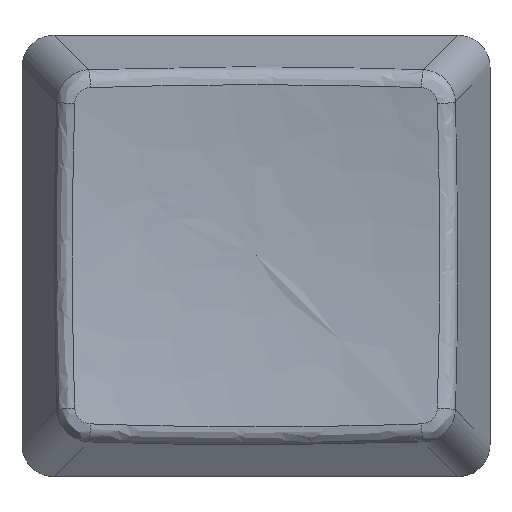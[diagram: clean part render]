
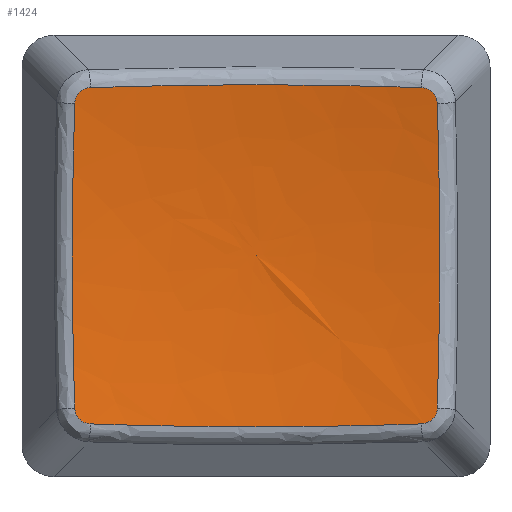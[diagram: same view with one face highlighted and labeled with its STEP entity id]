
A CAD part, top view. The second image highlights one B-rep face of the part: STEP entity #1424.
In plain terms, the highlighted free-form (B-spline) face has degree [2, 3] with [3, 7] control points.
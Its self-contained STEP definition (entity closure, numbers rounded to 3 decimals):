
#1265=CARTESIAN_POINT('',(18.,-125.,1.5));
#1266=CARTESIAN_POINT('',(18.,-125.,1.5));
#1267=CARTESIAN_POINT('',(18.,-125.,1.5));
#1268=CARTESIAN_POINT('',(18.,-125.,1.5));
#1269=CARTESIAN_POINT('',(18.,-125.,1.5));
#1270=CARTESIAN_POINT('',(18.,-125.,1.5));
#1271=CARTESIAN_POINT('',(18.,-125.,1.5));
#1272=CARTESIAN_POINT('',(21.18,-128.18,1.5));
#1273=CARTESIAN_POINT('',(27.54,-121.82,1.5));
#1274=CARTESIAN_POINT('',(21.18,-115.46,1.5));
#1275=CARTESIAN_POINT('',(14.82,-121.82,1.5));
#1276=CARTESIAN_POINT('',(8.46,-128.18,1.5));
#1277=CARTESIAN_POINT('',(14.82,-134.54,1.5));
#1278=CARTESIAN_POINT('',(21.18,-128.18,1.5));
#1279=CARTESIAN_POINT('',(24.36,-131.36,2.27));
#1280=CARTESIAN_POINT('',(37.08,-118.64,2.27));
#1281=CARTESIAN_POINT('',(24.36,-105.92,2.27));
#1282=CARTESIAN_POINT('',(11.64,-118.64,2.27));
#1283=CARTESIAN_POINT('',(-1.08,-131.36,2.27));
#1284=CARTESIAN_POINT('',(11.64,-144.08,2.27));
#1285=CARTESIAN_POINT('',(24.36,-131.36,2.27));
#1286=(BOUNDED_SURFACE()
B_SPLINE_SURFACE(2,3,((#1265,#1266,#1267,#1268,#1269,#1270,#1271),(#1272,#1273,#1274,#1275,#1276,#1277,#1278),(#1279,#1280,#1281,#1282,#1283,#1284,#1285)),.UNSPECIFIED.,.F.,.T.,.U.)
B_SPLINE_SURFACE_WITH_KNOTS((3,3),(4,3,4),(0.,0.877),(0.,0.5,1.),.UNSPECIFIED.)
GEOMETRIC_REPRESENTATION_ITEM()
RATIONAL_B_SPLINE_SURFACE(((1.,0.333,0.333,1.,0.333,0.333,1.),(1.,0.333,0.333,1.,0.333,0.333,1.),(1.,0.333,0.333,1.,0.333,0.333,1.)))
REPRESENTATION_ITEM('')
SURFACE()
);
#1287=CARTESIAN_POINT('',(24.277,-131.277,2.25));
#1288=VERTEX_POINT('',#1287);
#1289=CARTESIAN_POINT('',(18.,-125.,1.5));
#1290=VERTEX_POINT('',#1289);
#1291=CARTESIAN_POINT('',(24.277,-131.277,2.25));
#1292=CARTESIAN_POINT('',(21.139,-128.139,1.5));
#1293=CARTESIAN_POINT('',(18.,-125.,1.5));
#1294=B_SPLINE_CURVE_WITH_KNOTS('',2,(#1291,#1292,#1293),.UNSPECIFIED.,.F.,.F.,(3,3),(0.134,1.),.UNSPECIFIED.);
#1295=EDGE_CURVE('',#1288,#1290,#1294,.T.);
#1296=ORIENTED_EDGE('',*,*,#1295,.T.);
#1297=ORIENTED_EDGE('',*,*,#1295,.F.);
#1298=CARTESIAN_POINT('',(24.779,-130.693,2.246));
#1299=VERTEX_POINT('',#1298);
#1300=CARTESIAN_POINT('',(24.189,-131.287,2.24));
#1301=CARTESIAN_POINT('',(24.266,-131.284,2.249));
#1302=CARTESIAN_POINT('',(24.342,-131.267,2.256));
#1303=CARTESIAN_POINT('',(24.412,-131.237,2.261));
#1304=CARTESIAN_POINT('',(24.483,-131.206,2.266));
#1305=CARTESIAN_POINT('',(24.547,-131.162,2.269));
#1306=CARTESIAN_POINT('',(24.602,-131.107,2.269));
#1307=CARTESIAN_POINT('',(24.656,-131.053,2.27));
#1308=CARTESIAN_POINT('',(24.7,-130.988,2.268));
#1309=CARTESIAN_POINT('',(24.73,-130.917,2.264));
#1310=CARTESIAN_POINT('',(24.76,-130.847,2.26));
#1311=CARTESIAN_POINT('',(24.777,-130.771,2.254));
#1312=CARTESIAN_POINT('',(24.779,-130.693,2.246));
#1313=B_SPLINE_CURVE_WITH_KNOTS('',3,(#1300,#1301,#1302,#1303,#1304,#1305,#1306,#1307,#1308,#1309,#1310,#1311,#1312),.UNSPECIFIED.,.F.,.F.,(4,3,3,3,4),(-0.,0.,0.,0.001,0.001),.UNSPECIFIED.);
#1314=EDGE_CURVE('',#1288,#1299,#1313,.T.);
#1315=ORIENTED_EDGE('',*,*,#1314,.T.);
#1316=CARTESIAN_POINT('',(24.779,-119.307,2.246));
#1317=VERTEX_POINT('',#1316);
#1318=CARTESIAN_POINT('',(24.779,-130.693,2.246));
#1319=CARTESIAN_POINT('',(24.897,-126.897,1.85));
#1320=CARTESIAN_POINT('',(24.897,-123.103,1.85));
#1321=CARTESIAN_POINT('',(24.779,-119.307,2.246));
#1322=B_SPLINE_CURVE_WITH_KNOTS('',3,(#1318,#1319,#1320,#1321),.UNSPECIFIED.,.F.,.F.,(4,4),(0.,0.012),.UNSPECIFIED.);
#1323=EDGE_CURVE('',#1299,#1317,#1322,.T.);
#1324=ORIENTED_EDGE('',*,*,#1323,.T.);
#1325=CARTESIAN_POINT('',(24.189,-118.713,2.24));
#1326=VERTEX_POINT('',#1325);
#1327=CARTESIAN_POINT('',(24.779,-119.307,2.246));
#1328=CARTESIAN_POINT('',(24.777,-119.229,2.254));
#1329=CARTESIAN_POINT('',(24.76,-119.154,2.26));
#1330=CARTESIAN_POINT('',(24.73,-119.083,2.264));
#1331=CARTESIAN_POINT('',(24.7,-119.012,2.268));
#1332=CARTESIAN_POINT('',(24.656,-118.947,2.27));
#1333=CARTESIAN_POINT('',(24.602,-118.893,2.269));
#1334=CARTESIAN_POINT('',(24.548,-118.838,2.269));
#1335=CARTESIAN_POINT('',(24.483,-118.794,2.266));
#1336=CARTESIAN_POINT('',(24.413,-118.764,2.261));
#1337=CARTESIAN_POINT('',(24.342,-118.733,2.256));
#1338=CARTESIAN_POINT('',(24.266,-118.716,2.249));
#1339=CARTESIAN_POINT('',(24.189,-118.713,2.24));
#1340=B_SPLINE_CURVE_WITH_KNOTS('',3,(#1327,#1328,#1329,#1330,#1331,#1332,#1333,#1334,#1335,#1336,#1337,#1338,#1339),.UNSPECIFIED.,.F.,.F.,(4,3,3,3,4),(-0.,0.,0.,0.001,0.001),.UNSPECIFIED.);
#1341=EDGE_CURVE('',#1317,#1326,#1340,.T.);
#1342=ORIENTED_EDGE('',*,*,#1341,.T.);
#1343=CARTESIAN_POINT('',(11.811,-118.713,2.24));
#1344=VERTEX_POINT('',#1343);
#1345=CARTESIAN_POINT('',(24.189,-118.713,2.24));
#1346=CARTESIAN_POINT('',(20.062,-118.573,1.771));
#1347=CARTESIAN_POINT('',(15.938,-118.573,1.771));
#1348=CARTESIAN_POINT('',(11.811,-118.713,2.24));
#1349=B_SPLINE_CURVE_WITH_KNOTS('',3,(#1345,#1346,#1347,#1348),.UNSPECIFIED.,.F.,.F.,(4,4),(-0.,0.013),.UNSPECIFIED.);
#1350=EDGE_CURVE('',#1326,#1344,#1349,.T.);
#1351=ORIENTED_EDGE('',*,*,#1350,.T.);
#1352=CARTESIAN_POINT('',(11.221,-119.307,2.246));
#1353=VERTEX_POINT('',#1352);
#1354=CARTESIAN_POINT('',(11.811,-118.713,2.24));
#1355=CARTESIAN_POINT('',(11.734,-118.716,2.249));
#1356=CARTESIAN_POINT('',(11.658,-118.733,2.256));
#1357=CARTESIAN_POINT('',(11.588,-118.763,2.261));
#1358=CARTESIAN_POINT('',(11.517,-118.794,2.266));
#1359=CARTESIAN_POINT('',(11.453,-118.838,2.269));
#1360=CARTESIAN_POINT('',(11.398,-118.893,2.269));
#1361=CARTESIAN_POINT('',(11.344,-118.947,2.27));
#1362=CARTESIAN_POINT('',(11.3,-119.012,2.268));
#1363=CARTESIAN_POINT('',(11.27,-119.083,2.264));
#1364=CARTESIAN_POINT('',(11.24,-119.153,2.26));
#1365=CARTESIAN_POINT('',(11.223,-119.229,2.254));
#1366=CARTESIAN_POINT('',(11.221,-119.307,2.246));
#1367=B_SPLINE_CURVE_WITH_KNOTS('',3,(#1354,#1355,#1356,#1357,#1358,#1359,#1360,#1361,#1362,#1363,#1364,#1365,#1366),.UNSPECIFIED.,.F.,.F.,(4,3,3,3,4),(0.,0.,0.,0.001,0.001),.UNSPECIFIED.);
#1368=EDGE_CURVE('',#1344,#1353,#1367,.T.);
#1369=ORIENTED_EDGE('',*,*,#1368,.T.);
#1370=CARTESIAN_POINT('',(11.221,-130.693,2.246));
#1371=VERTEX_POINT('',#1370);
#1372=CARTESIAN_POINT('',(11.221,-119.307,2.246));
#1373=CARTESIAN_POINT('',(11.103,-123.103,1.85));
#1374=CARTESIAN_POINT('',(11.103,-126.897,1.85));
#1375=CARTESIAN_POINT('',(11.221,-130.693,2.246));
#1376=B_SPLINE_CURVE_WITH_KNOTS('',3,(#1372,#1373,#1374,#1375),.UNSPECIFIED.,.F.,.F.,(4,4),(0.,0.012),.UNSPECIFIED.);
#1377=EDGE_CURVE('',#1353,#1371,#1376,.T.);
#1378=ORIENTED_EDGE('',*,*,#1377,.T.);
#1379=CARTESIAN_POINT('',(11.811,-131.287,2.24));
#1380=VERTEX_POINT('',#1379);
#1381=CARTESIAN_POINT('',(11.221,-130.693,2.246));
#1382=CARTESIAN_POINT('',(11.223,-130.771,2.254));
#1383=CARTESIAN_POINT('',(11.24,-130.846,2.26));
#1384=CARTESIAN_POINT('',(11.27,-130.917,2.264));
#1385=CARTESIAN_POINT('',(11.3,-130.988,2.268));
#1386=CARTESIAN_POINT('',(11.344,-131.053,2.27));
#1387=CARTESIAN_POINT('',(11.398,-131.107,2.269));
#1388=CARTESIAN_POINT('',(11.452,-131.162,2.269));
#1389=CARTESIAN_POINT('',(11.517,-131.206,2.266));
#1390=CARTESIAN_POINT('',(11.587,-131.236,2.261));
#1391=CARTESIAN_POINT('',(11.658,-131.267,2.256));
#1392=CARTESIAN_POINT('',(11.734,-131.284,2.249));
#1393=CARTESIAN_POINT('',(11.811,-131.287,2.24));
#1394=B_SPLINE_CURVE_WITH_KNOTS('',3,(#1381,#1382,#1383,#1384,#1385,#1386,#1387,#1388,#1389,#1390,#1391,#1392,#1393),.UNSPECIFIED.,.F.,.F.,(4,3,3,3,4),(0.,0.,0.,0.001,0.001),.UNSPECIFIED.);
#1395=EDGE_CURVE('',#1371,#1380,#1394,.T.);
#1396=ORIENTED_EDGE('',*,*,#1395,.T.);
#1397=CARTESIAN_POINT('',(24.189,-131.287,2.24));
#1398=VERTEX_POINT('',#1397);
#1399=CARTESIAN_POINT('',(11.811,-131.287,2.24));
#1400=CARTESIAN_POINT('',(15.938,-131.427,1.771));
#1401=CARTESIAN_POINT('',(20.062,-131.427,1.771));
#1402=CARTESIAN_POINT('',(24.189,-131.287,2.24));
#1403=B_SPLINE_CURVE_WITH_KNOTS('',3,(#1399,#1400,#1401,#1402),.UNSPECIFIED.,.F.,.F.,(4,4),(0.,0.013),.UNSPECIFIED.);
#1404=EDGE_CURVE('',#1380,#1398,#1403,.T.);
#1405=ORIENTED_EDGE('',*,*,#1404,.T.);
#1406=CARTESIAN_POINT('',(24.189,-131.287,2.24));
#1407=CARTESIAN_POINT('',(24.266,-131.284,2.249));
#1408=CARTESIAN_POINT('',(24.342,-131.267,2.256));
#1409=CARTESIAN_POINT('',(24.412,-131.237,2.261));
#1410=CARTESIAN_POINT('',(24.483,-131.206,2.266));
#1411=CARTESIAN_POINT('',(24.547,-131.162,2.269));
#1412=CARTESIAN_POINT('',(24.602,-131.107,2.269));
#1413=CARTESIAN_POINT('',(24.656,-131.053,2.27));
#1414=CARTESIAN_POINT('',(24.7,-130.988,2.268));
#1415=CARTESIAN_POINT('',(24.73,-130.917,2.264));
#1416=CARTESIAN_POINT('',(24.76,-130.847,2.26));
#1417=CARTESIAN_POINT('',(24.777,-130.771,2.254));
#1418=CARTESIAN_POINT('',(24.779,-130.693,2.246));
#1419=B_SPLINE_CURVE_WITH_KNOTS('',3,(#1406,#1407,#1408,#1409,#1410,#1411,#1412,#1413,#1414,#1415,#1416,#1417,#1418),.UNSPECIFIED.,.F.,.F.,(4,3,3,3,4),(-0.,0.,0.,0.001,0.001),.UNSPECIFIED.);
#1420=EDGE_CURVE('',#1398,#1288,#1419,.T.);
#1421=ORIENTED_EDGE('',*,*,#1420,.T.);
#1422=EDGE_LOOP('',(#1296,#1297,#1315,#1324,#1342,#1351,#1369,#1378,#1396,#1405,#1421));
#1423=FACE_BOUND('',#1422,.T.);
#1424=ADVANCED_FACE('',(#1423),#1286,.T.);
